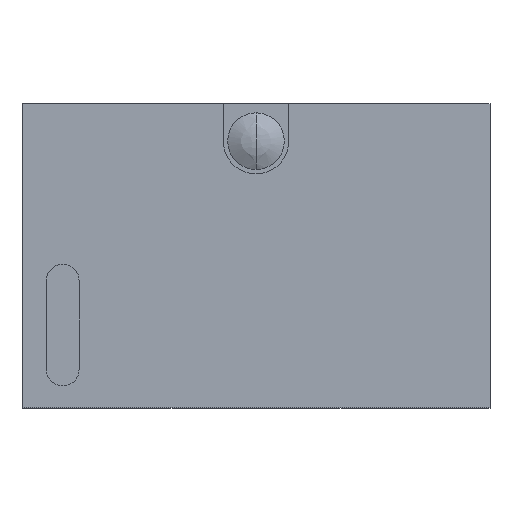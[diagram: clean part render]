
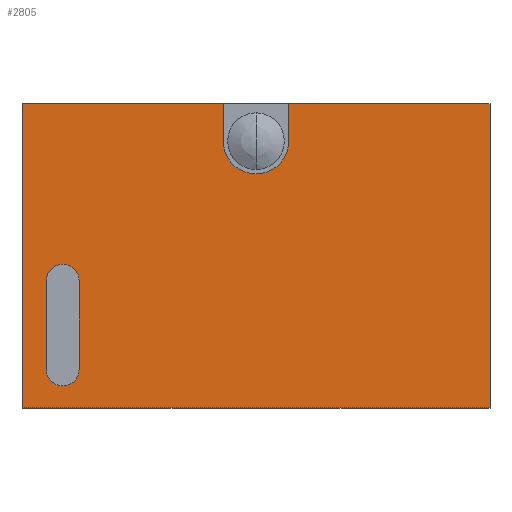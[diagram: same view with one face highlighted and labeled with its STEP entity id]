
A CAD part, top view. The second image highlights one B-rep face of the part: STEP entity #2805.
In plain terms, the highlighted planar face has unit normal (0, 0, 1).
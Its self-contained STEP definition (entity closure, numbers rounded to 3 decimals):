
#805 = VERTEX_POINT('',#806);
#806 = CARTESIAN_POINT('',(5.,3.25,5.11));
#812 = EDGE_CURVE('',#813,#805,#815,.T.);
#813 = VERTEX_POINT('',#814);
#814 = CARTESIAN_POINT('',(5.,-3.25,5.11));
#815 = LINE('',#816,#817);
#816 = CARTESIAN_POINT('',(5.,3.25,5.11));
#817 = VECTOR('',#818,1.);
#818 = DIRECTION('',(0.,1.,0.));
#867 = VERTEX_POINT('',#868);
#868 = CARTESIAN_POINT('',(-5.,-3.25,5.11));
#874 = EDGE_CURVE('',#875,#867,#877,.T.);
#875 = VERTEX_POINT('',#876);
#876 = CARTESIAN_POINT('',(-5.,3.25,5.11));
#877 = LINE('',#878,#879);
#878 = CARTESIAN_POINT('',(-5.,3.25,5.11));
#879 = VECTOR('',#880,1.);
#880 = DIRECTION('',(0.,-1.,0.));
#944 = EDGE_CURVE('',#867,#813,#945,.T.);
#945 = LINE('',#946,#947);
#946 = CARTESIAN_POINT('',(-5.,-3.25,5.11));
#947 = VECTOR('',#948,1.);
#948 = DIRECTION('',(1.,0.,0.));
#2147 = EDGE_CURVE('',#2148,#875,#2150,.T.);
#2148 = VERTEX_POINT('',#2149);
#2149 = CARTESIAN_POINT('',(-0.7,3.25,5.11));
#2150 = LINE('',#2151,#2152);
#2151 = CARTESIAN_POINT('',(-5.,3.25,5.11));
#2152 = VECTOR('',#2153,1.);
#2153 = DIRECTION('',(-1.,0.,0.));
#2172 = VERTEX_POINT('',#2173);
#2173 = CARTESIAN_POINT('',(0.7,3.25,5.11));
#2179 = EDGE_CURVE('',#805,#2172,#2180,.T.);
#2180 = LINE('',#2181,#2182);
#2181 = CARTESIAN_POINT('',(-5.,3.25,5.11));
#2182 = VECTOR('',#2183,1.);
#2183 = DIRECTION('',(-1.,0.,0.));
#2805 = ADVANCED_FACE('',(#2806,#2851),#2890,.T.);
#2806 = FACE_BOUND('',#2807,.T.);
#2807 = EDGE_LOOP('',(#2808,#2818,#2827,#2836,#2844));
#2808 = ORIENTED_EDGE('',*,*,#2809,.F.);
#2809 = EDGE_CURVE('',#2810,#2812,#2814,.T.);
#2810 = VERTEX_POINT('',#2811);
#2811 = CARTESIAN_POINT('',(-3.78,-2.43,5.11));
#2812 = VERTEX_POINT('',#2813);
#2813 = CARTESIAN_POINT('',(-3.78,-0.53,5.11));
#2814 = LINE('',#2815,#2816);
#2815 = CARTESIAN_POINT('',(-3.78,-0.53,5.11));
#2816 = VECTOR('',#2817,1.);
#2817 = DIRECTION('',(0.,1.,0.));
#2818 = ORIENTED_EDGE('',*,*,#2819,.F.);
#2819 = EDGE_CURVE('',#2820,#2810,#2822,.T.);
#2820 = VERTEX_POINT('',#2821);
#2821 = CARTESIAN_POINT('',(-4.13,-2.78,5.11));
#2822 = CIRCLE('',#2823,0.35);
#2823 = AXIS2_PLACEMENT_3D('',#2824,#2825,#2826);
#2824 = CARTESIAN_POINT('',(-4.13,-2.43,5.11));
#2825 = DIRECTION('',(0.,0.,1.));
#2826 = DIRECTION('',(0.,-1.,0.));
#2827 = ORIENTED_EDGE('',*,*,#2828,.F.);
#2828 = EDGE_CURVE('',#2829,#2820,#2831,.T.);
#2829 = VERTEX_POINT('',#2830);
#2830 = CARTESIAN_POINT('',(-4.48,-2.43,5.11));
#2831 = CIRCLE('',#2832,0.35);
#2832 = AXIS2_PLACEMENT_3D('',#2833,#2834,#2835);
#2833 = CARTESIAN_POINT('',(-4.13,-2.43,5.11));
#2834 = DIRECTION('',(0.,0.,1.));
#2835 = DIRECTION('',(0.,-1.,0.));
#2836 = ORIENTED_EDGE('',*,*,#2837,.F.);
#2837 = EDGE_CURVE('',#2838,#2829,#2840,.T.);
#2838 = VERTEX_POINT('',#2839);
#2839 = CARTESIAN_POINT('',(-4.48,-0.53,5.11));
#2840 = LINE('',#2841,#2842);
#2841 = CARTESIAN_POINT('',(-4.48,-0.53,5.11));
#2842 = VECTOR('',#2843,1.);
#2843 = DIRECTION('',(0.,-1.,0.));
#2844 = ORIENTED_EDGE('',*,*,#2845,.F.);
#2845 = EDGE_CURVE('',#2812,#2838,#2846,.T.);
#2846 = CIRCLE('',#2847,0.35);
#2847 = AXIS2_PLACEMENT_3D('',#2848,#2849,#2850);
#2848 = CARTESIAN_POINT('',(-4.13,-0.53,5.11));
#2849 = DIRECTION('',(0.,0.,1.));
#2850 = DIRECTION('',(0.,1.,0.));
#2851 = FACE_BOUND('',#2852,.T.);
#2852 = EDGE_LOOP('',(#2853,#2861,#2862,#2863,#2864,#2865,#2866,#2874,
    #2883));
#2853 = ORIENTED_EDGE('',*,*,#2854,.F.);
#2854 = EDGE_CURVE('',#2148,#2855,#2857,.T.);
#2855 = VERTEX_POINT('',#2856);
#2856 = CARTESIAN_POINT('',(-0.7,2.45,5.11));
#2857 = LINE('',#2858,#2859);
#2858 = CARTESIAN_POINT('',(-0.7,3.25,5.11));
#2859 = VECTOR('',#2860,1.);
#2860 = DIRECTION('',(0.,-1.,0.));
#2861 = ORIENTED_EDGE('',*,*,#2147,.T.);
#2862 = ORIENTED_EDGE('',*,*,#874,.T.);
#2863 = ORIENTED_EDGE('',*,*,#944,.T.);
#2864 = ORIENTED_EDGE('',*,*,#812,.T.);
#2865 = ORIENTED_EDGE('',*,*,#2179,.T.);
#2866 = ORIENTED_EDGE('',*,*,#2867,.F.);
#2867 = EDGE_CURVE('',#2868,#2172,#2870,.T.);
#2868 = VERTEX_POINT('',#2869);
#2869 = CARTESIAN_POINT('',(0.7,2.45,5.11));
#2870 = LINE('',#2871,#2872);
#2871 = CARTESIAN_POINT('',(0.7,3.25,5.11));
#2872 = VECTOR('',#2873,1.);
#2873 = DIRECTION('',(0.,1.,0.));
#2874 = ORIENTED_EDGE('',*,*,#2875,.F.);
#2875 = EDGE_CURVE('',#2876,#2868,#2878,.T.);
#2876 = VERTEX_POINT('',#2877);
#2877 = CARTESIAN_POINT('',(0.,1.75,5.11));
#2878 = CIRCLE('',#2879,0.7);
#2879 = AXIS2_PLACEMENT_3D('',#2880,#2881,#2882);
#2880 = CARTESIAN_POINT('',(0.,2.45,5.11));
#2881 = DIRECTION('',(0.,0.,1.));
#2882 = DIRECTION('',(0.,-1.,0.));
#2883 = ORIENTED_EDGE('',*,*,#2884,.F.);
#2884 = EDGE_CURVE('',#2855,#2876,#2885,.T.);
#2885 = CIRCLE('',#2886,0.7);
#2886 = AXIS2_PLACEMENT_3D('',#2887,#2888,#2889);
#2887 = CARTESIAN_POINT('',(0.,2.45,5.11));
#2888 = DIRECTION('',(0.,0.,1.));
#2889 = DIRECTION('',(0.,-1.,0.));
#2890 = PLANE('',#2891);
#2891 = AXIS2_PLACEMENT_3D('',#2892,#2893,#2894);
#2892 = CARTESIAN_POINT('',(-5.,-3.25,5.11));
#2893 = DIRECTION('',(0.,0.,1.));
#2894 = DIRECTION('',(0.,-1.,0.));
